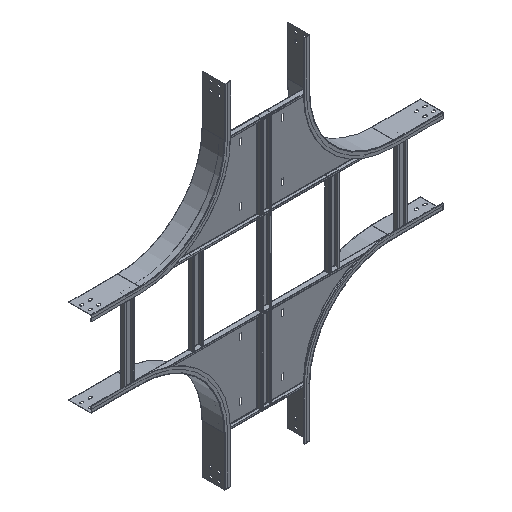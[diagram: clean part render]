
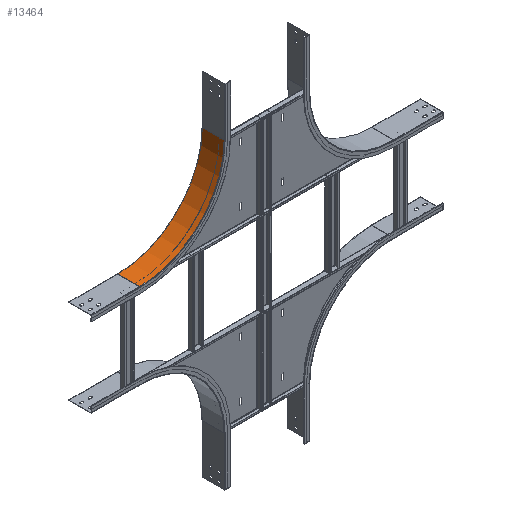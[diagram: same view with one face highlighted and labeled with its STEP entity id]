
A CAD part, isometric view. The second image highlights one B-rep face of the part: STEP entity #13464.
In plain terms, the highlighted cylindrical face has radius 298.8 mm (diameter 597.6 mm), a partial arc.
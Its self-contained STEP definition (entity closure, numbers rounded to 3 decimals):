
#186 = AXIS2_PLACEMENT_3D ( 'NONE', #7963, #7960, #7955 ) ;
#345 = AXIS2_PLACEMENT_3D ( 'NONE', #5911, #5912, #5913 ) ;
#2936 = VERTEX_POINT ( 'NONE', #5736 ) ;
#2967 = VERTEX_POINT ( 'NONE', #5767 ) ;
#3026 = LINE ( 'NONE', #6053, #3028 ) ;
#3028 = VECTOR ( 'NONE', #6054, 1000. ) ;
#3048 = CIRCLE ( 'NONE', #345, 298.8 ) ;
#3484 = LINE ( 'NONE', #6092, #3486 ) ;
#3486 = VECTOR ( 'NONE', #6093, 1000. ) ;
#3543 = CIRCLE ( 'NONE', #6839, 298.8 ) ;
#5461 = EDGE_CURVE ( 'NONE', #10756, #10736, #3484, .T. ) ;
#5495 = EDGE_CURVE ( 'NONE', #10756, #2967, #3543, .T. ) ;
#5536 = EDGE_CURVE ( 'NONE', #2936, #2967, #3026, .T. ) ;
#5564 = EDGE_CURVE ( 'NONE', #10736, #2936, #3048, .T. ) ;
#5736 = CARTESIAN_POINT ( 'NONE',  ( -450., -18., 299. ) ) ;
#5767 = CARTESIAN_POINT ( 'NONE',  ( -450., 60.201, 299. ) ) ;
#5911 = CARTESIAN_POINT ( 'NONE',  ( -450., -18., 597.8 ) ) ;
#5912 = DIRECTION ( 'NONE',  ( 0., 1., 0. ) ) ;
#5913 = DIRECTION ( 'NONE',  ( 0., 0., -1. ) ) ;
#5963 = CARTESIAN_POINT ( 'NONE',  ( -450., 60.201, 597.8 ) ) ;
#5964 = DIRECTION ( 'NONE',  ( 0., 1., 0. ) ) ;
#5965 = DIRECTION ( 'NONE',  ( 0., 0., -1. ) ) ;
#6053 = CARTESIAN_POINT ( 'NONE',  ( -450., 44.26, 299. ) ) ;
#6054 = DIRECTION ( 'NONE',  ( 0., 1., 0. ) ) ;
#6092 = CARTESIAN_POINT ( 'NONE',  ( -151.2, -18., 597.8 ) ) ;
#6093 = DIRECTION ( 'NONE',  ( 0., -1., 0. ) ) ;
#6839 = AXIS2_PLACEMENT_3D ( 'NONE', #5963, #5964, #5965 ) ;
#7612 = ORIENTED_EDGE ( 'NONE', *, *, #5536, .F. ) ;
#7613 = ORIENTED_EDGE ( 'NONE', *, *, #5495, .T. ) ;
#7614 = ORIENTED_EDGE ( 'NONE', *, *, #5461, .F. ) ;
#7615 = ORIENTED_EDGE ( 'NONE', *, *, #5564, .F. ) ;
#7955 = DIRECTION ( 'NONE',  ( 0., 0., -1. ) ) ;
#7960 = DIRECTION ( 'NONE',  ( 0., 1., 0. ) ) ;
#7963 = CARTESIAN_POINT ( 'NONE',  ( -450., -19.8, 597.8 ) ) ;
#9699 = CARTESIAN_POINT ( 'NONE',  ( -151.2, -18., 597.8 ) ) ;
#9718 = CARTESIAN_POINT ( 'NONE',  ( -151.2, 60.201, 597.8 ) ) ;
#10736 = VERTEX_POINT ( 'NONE', #9699 ) ;
#10756 = VERTEX_POINT ( 'NONE', #9718 ) ;
#10953 = FACE_OUTER_BOUND ( 'NONE', #14233, .T. ) ;
#10957 = CYLINDRICAL_SURFACE ( 'NONE', #186, 298.8 ) ;
#13464 = ADVANCED_FACE ( 'NONE', ( #10953 ), #10957, .F. ) ;
#14233 = EDGE_LOOP ( 'NONE', ( #7615, #7614, #7613, #7612 ) ) ;
